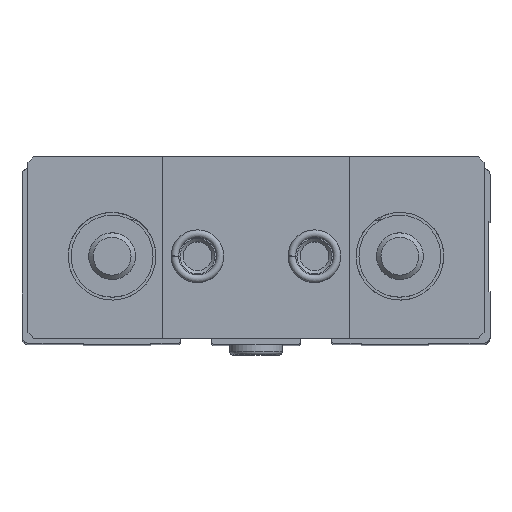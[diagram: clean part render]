
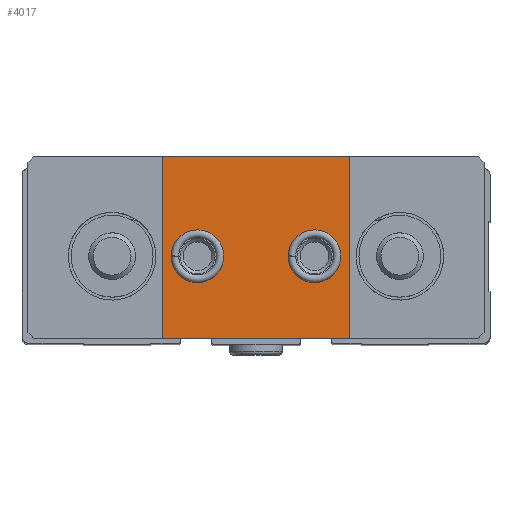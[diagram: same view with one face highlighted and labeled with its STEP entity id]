
A CAD part, top view. The second image highlights one B-rep face of the part: STEP entity #4017.
In plain terms, the highlighted planar face has unit normal (0, 0, 1).
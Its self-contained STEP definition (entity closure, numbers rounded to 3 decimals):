
#137=PLANE('',#4506);
#455=CIRCLE('',#4507,4.5);
#456=CIRCLE('',#4508,4.5);
#1240=ORIENTED_EDGE('',*,*,#1943,.F.);
#1241=ORIENTED_EDGE('',*,*,#1944,.F.);
#1242=ORIENTED_EDGE('',*,*,#1936,.T.);
#1243=ORIENTED_EDGE('',*,*,#1945,.T.);
#1244=ORIENTED_EDGE('',*,*,#1929,.T.);
#1245=ORIENTED_EDGE('',*,*,#1946,.T.);
#1929=EDGE_CURVE('',#2362,#2367,#2659,.T.);
#1936=EDGE_CURVE('',#2373,#2372,#2666,.T.);
#1943=EDGE_CURVE('',#2378,#2378,#455,.T.);
#1944=EDGE_CURVE('',#2379,#2379,#456,.T.);
#1945=EDGE_CURVE('',#2372,#2362,#2673,.T.);
#1946=EDGE_CURVE('',#2367,#2373,#2674,.T.);
#2362=VERTEX_POINT('',#6814);
#2367=VERTEX_POINT('',#6824);
#2372=VERTEX_POINT('',#6838);
#2373=VERTEX_POINT('',#6840);
#2378=VERTEX_POINT('',#6854);
#2379=VERTEX_POINT('',#6856);
#2659=LINE('',#6825,#2912);
#2666=LINE('',#6839,#2919);
#2673=LINE('',#6857,#2926);
#2674=LINE('',#6858,#2927);
#2912=VECTOR('',#5529,1000.);
#2919=VECTOR('',#5540,1000.);
#2926=VECTOR('',#5555,1000.);
#2927=VECTOR('',#5556,1000.);
#3212=EDGE_LOOP('',(#1240));
#3213=EDGE_LOOP('',(#1241));
#3214=EDGE_LOOP('',(#1242,#1243,#1244,#1245));
#3619=FACE_BOUND('',#3212,.T.);
#3620=FACE_BOUND('',#3213,.T.);
#3621=FACE_BOUND('',#3214,.T.);
#4017=ADVANCED_FACE('',(#3619,#3620,#3621),#137,.T.);
#4506=AXIS2_PLACEMENT_3D('',#6852,#5549,#5550);
#4507=AXIS2_PLACEMENT_3D('',#6853,#5551,#5552);
#4508=AXIS2_PLACEMENT_3D('',#6855,#5553,#5554);
#5529=DIRECTION('',(-1.,0.,0.));
#5540=DIRECTION('',(1.,0.,0.));
#5549=DIRECTION('',(0.,0.,1.));
#5550=DIRECTION('',(1.,0.,0.));
#5551=DIRECTION('',(0.,0.,1.));
#5552=DIRECTION('',(1.,0.,0.));
#5553=DIRECTION('',(0.,0.,1.));
#5554=DIRECTION('',(1.,0.,0.));
#5555=DIRECTION('',(0.,1.,0.));
#5556=DIRECTION('',(0.,-1.,0.));
#6814=CARTESIAN_POINT('',(16.,17.,22.));
#6824=CARTESIAN_POINT('',(-16.,17.,22.));
#6825=CARTESIAN_POINT('',(39.,17.,22.));
#6838=CARTESIAN_POINT('',(16.,-14.,22.));
#6839=CARTESIAN_POINT('',(-39.,-14.,22.));
#6840=CARTESIAN_POINT('',(-16.,-14.,22.));
#6852=CARTESIAN_POINT('',(0.,0.,22.));
#6853=CARTESIAN_POINT('',(-10.,0.,22.));
#6854=CARTESIAN_POINT('',(-5.5,0.,22.));
#6855=CARTESIAN_POINT('',(10.,0.,22.));
#6856=CARTESIAN_POINT('',(14.5,0.,22.));
#6857=CARTESIAN_POINT('',(16.,0.,22.));
#6858=CARTESIAN_POINT('',(-16.,0.,22.));
